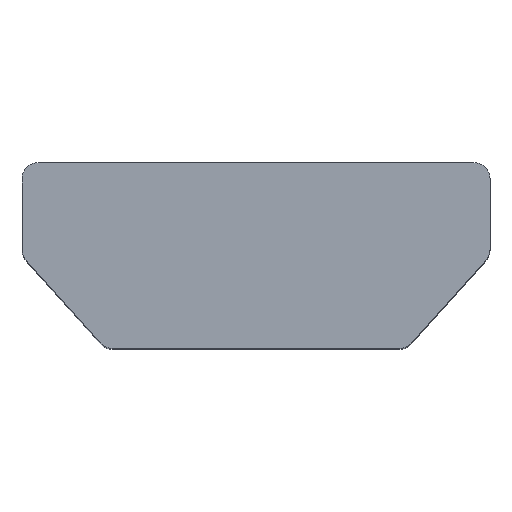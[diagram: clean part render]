
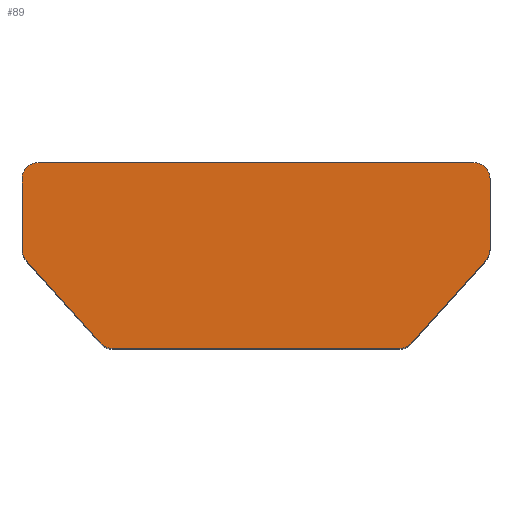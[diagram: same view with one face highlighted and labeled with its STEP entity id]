
A CAD part, top view. The second image highlights one B-rep face of the part: STEP entity #89.
In plain terms, the highlighted planar face has unit normal (0, 0, 1).
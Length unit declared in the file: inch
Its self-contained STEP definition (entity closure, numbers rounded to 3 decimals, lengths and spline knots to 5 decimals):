
#42 = VERTEX_POINT ( 'NONE', #210 ) ;
#44 = EDGE_CURVE ( 'NONE', #224, #42, #209, .T. ) ;
#49 = EDGE_CURVE ( 'NONE', #215, #139, #201, .T. ) ;
#58 = VERTEX_POINT ( 'NONE', #181 ) ;
#71 = VERTEX_POINT ( 'NONE', #385 ) ;
#77 = VERTEX_POINT ( 'NONE', #374 ) ;
#79 = EDGE_CURVE ( 'NONE', #110, #77, #372, .T. ) ;
#87 = EDGE_CURVE ( 'NONE', #77, #227, #295, .T. ) ;
#89 = ADVANCED_FACE ( 'NONE', ( #291 ), #289, .T. ) ;
#90 = EDGE_LOOP ( 'NONE', ( #91, #92, #93, #94, #95, #161, #162, #163, #164, #165, #166, #167 ) ) ;
#91 = ORIENTED_EDGE ( 'NONE', *, *, #226, .T. ) ;
#92 = ORIENTED_EDGE ( 'NONE', *, *, #44, .T. ) ;
#93 = ORIENTED_EDGE ( 'NONE', *, *, #244, .T. ) ;
#94 = ORIENTED_EDGE ( 'NONE', *, *, #49, .T. ) ;
#95 = ORIENTED_EDGE ( 'NONE', *, *, #232, .T. ) ;
#97 = EDGE_CURVE ( 'NONE', #176, #71, #284, .T. ) ;
#110 = VERTEX_POINT ( 'NONE', #412 ) ;
#112 = EDGE_CURVE ( 'NONE', #71, #110, #411, .T. ) ;
#128 = VERTEX_POINT ( 'NONE', #511 ) ;
#130 = EDGE_CURVE ( 'NONE', #241, #128, #510, .T. ) ;
#139 = VERTEX_POINT ( 'NONE', #497 ) ;
#161 = ORIENTED_EDGE ( 'NONE', *, *, #243, .T. ) ;
#162 = ORIENTED_EDGE ( 'NONE', *, *, #130, .T. ) ;
#163 = ORIENTED_EDGE ( 'NONE', *, *, #178, .T. ) ;
#164 = ORIENTED_EDGE ( 'NONE', *, *, #97, .T. ) ;
#165 = ORIENTED_EDGE ( 'NONE', *, *, #112, .T. ) ;
#166 = ORIENTED_EDGE ( 'NONE', *, *, #79, .T. ) ;
#167 = ORIENTED_EDGE ( 'NONE', *, *, #87, .T. ) ;
#176 = VERTEX_POINT ( 'NONE', #308 ) ;
#178 = EDGE_CURVE ( 'NONE', #128, #176, #458, .T. ) ;
#181 = CARTESIAN_POINT ( 'NONE',  ( -0.2155, -0.015, 0.49 ) ) ;
#198 = DIRECTION ( 'NONE',  ( -1., 0., 0. ) ) ;
#199 = VECTOR ( 'NONE', #198, 39.37008 ) ;
#200 = CARTESIAN_POINT ( 'NONE',  ( -0.2005, 0., 0.49 ) ) ;
#201 = LINE ( 'NONE', #200, #199 ) ;
#206 = DIRECTION ( 'NONE',  ( 0., 1., 0. ) ) ;
#207 = VECTOR ( 'NONE', #206, 39.37008 ) ;
#208 = CARTESIAN_POINT ( 'NONE',  ( 0.2155, -0.015, 0.49 ) ) ;
#209 = LINE ( 'NONE', #208, #207 ) ;
#210 = CARTESIAN_POINT ( 'NONE',  ( 0.2155, -0.015, 0.49 ) ) ;
#215 = VERTEX_POINT ( 'NONE', #450 ) ;
#224 = VERTEX_POINT ( 'NONE', #432 ) ;
#226 = EDGE_CURVE ( 'NONE', #227, #224, #431, .T. ) ;
#227 = VERTEX_POINT ( 'NONE', #489 ) ;
#232 = EDGE_CURVE ( 'NONE', #139, #58, #477, .T. ) ;
#241 = VERTEX_POINT ( 'NONE', #367 ) ;
#243 = EDGE_CURVE ( 'NONE', #58, #241, #366, .T. ) ;
#244 = EDGE_CURVE ( 'NONE', #42, #215, #362, .T. ) ;
#281 = DIRECTION ( 'NONE',  ( 1., 0., 0. ) ) ;
#282 = DIRECTION ( 'NONE',  ( 0., 0., 1. ) ) ;
#283 = AXIS2_PLACEMENT_3D ( 'NONE', #290, #282, #281 ) ;
#284 = CIRCLE ( 'NONE', #283, 0.015 ) ;
#285 = DIRECTION ( 'NONE',  ( 1., 0., 0. ) ) ;
#286 = DIRECTION ( 'NONE',  ( 0., 0., 1. ) ) ;
#287 = CARTESIAN_POINT ( 'NONE',  ( 0.2005, -0.07977, 0.49 ) ) ;
#288 = AXIS2_PLACEMENT_3D ( 'NONE', #287, #286, #285 ) ;
#289 = PLANE ( 'NONE',  #288 ) ;
#290 = CARTESIAN_POINT ( 'NONE',  ( -0.13229, -0.156, 0.49 ) ) ;
#291 = FACE_OUTER_BOUND ( 'NONE', #90, .T. ) ;
#292 = DIRECTION ( 'NONE',  ( 0.667, 0.745, 0. ) ) ;
#293 = VECTOR ( 'NONE', #292, 39.37008 ) ;
#294 = CARTESIAN_POINT ( 'NONE',  ( 0.14347, -0.166, 0.49 ) ) ;
#295 = LINE ( 'NONE', #294, #293 ) ;
#308 = CARTESIAN_POINT ( 'NONE',  ( -0.14347, -0.166, 0.49 ) ) ;
#358 = DIRECTION ( 'NONE',  ( 1., 0., 0. ) ) ;
#359 = DIRECTION ( 'NONE',  ( 0., 0., 1. ) ) ;
#360 = CARTESIAN_POINT ( 'NONE',  ( 0.2005, -0.015, 0.49 ) ) ;
#361 = AXIS2_PLACEMENT_3D ( 'NONE', #360, #359, #358 ) ;
#362 = CIRCLE ( 'NONE', #361, 0.015 ) ;
#363 = DIRECTION ( 'NONE',  ( 0., -1., 0. ) ) ;
#364 = VECTOR ( 'NONE', #363, 39.37008 ) ;
#365 = CARTESIAN_POINT ( 'NONE',  ( -0.2155, -0.015, 0.49 ) ) ;
#366 = LINE ( 'NONE', #365, #364 ) ;
#367 = CARTESIAN_POINT ( 'NONE',  ( -0.2155, -0.07977, 0.49 ) ) ;
#368 = DIRECTION ( 'NONE',  ( 1., 0., 0. ) ) ;
#369 = DIRECTION ( 'NONE',  ( 0., 0., 1. ) ) ;
#370 = CARTESIAN_POINT ( 'NONE',  ( 0.13229, -0.156, 0.49 ) ) ;
#371 = AXIS2_PLACEMENT_3D ( 'NONE', #370, #369, #368 ) ;
#372 = CIRCLE ( 'NONE', #371, 0.015 ) ;
#374 = CARTESIAN_POINT ( 'NONE',  ( 0.14347, -0.166, 0.49 ) ) ;
#385 = CARTESIAN_POINT ( 'NONE',  ( -0.13229, -0.171, 0.49 ) ) ;
#408 = DIRECTION ( 'NONE',  ( 1., 0., 0. ) ) ;
#409 = VECTOR ( 'NONE', #408, 39.37008 ) ;
#410 = CARTESIAN_POINT ( 'NONE',  ( -0.13229, -0.171, 0.49 ) ) ;
#411 = LINE ( 'NONE', #410, #409 ) ;
#412 = CARTESIAN_POINT ( 'NONE',  ( 0.13229, -0.171, 0.49 ) ) ;
#430 = CARTESIAN_POINT ( 'NONE',  ( 0.2005, -0.07977, 0.49 ) ) ;
#431 = CIRCLE ( 'NONE', #492, 0.015 ) ;
#432 = CARTESIAN_POINT ( 'NONE',  ( 0.2155, -0.07977, 0.49 ) ) ;
#450 = CARTESIAN_POINT ( 'NONE',  ( 0.2005, 0., 0.49 ) ) ;
#455 = DIRECTION ( 'NONE',  ( 0.667, -0.745, 0. ) ) ;
#456 = VECTOR ( 'NONE', #455, 39.37008 ) ;
#457 = CARTESIAN_POINT ( 'NONE',  ( -0.14347, -0.166, 0.49 ) ) ;
#458 = LINE ( 'NONE', #457, #456 ) ;
#474 = DIRECTION ( 'NONE',  ( 1., 0., 0. ) ) ;
#475 = DIRECTION ( 'NONE',  ( 0., 0., 1. ) ) ;
#476 = AXIS2_PLACEMENT_3D ( 'NONE', #483, #475, #474 ) ;
#477 = CIRCLE ( 'NONE', #476, 0.015 ) ;
#483 = CARTESIAN_POINT ( 'NONE',  ( -0.2005, -0.015, 0.49 ) ) ;
#489 = CARTESIAN_POINT ( 'NONE',  ( 0.21168, -0.08977, 0.49 ) ) ;
#490 = DIRECTION ( 'NONE',  ( 1., 0., 0. ) ) ;
#491 = DIRECTION ( 'NONE',  ( 0., 0., 1. ) ) ;
#492 = AXIS2_PLACEMENT_3D ( 'NONE', #430, #491, #490 ) ;
#497 = CARTESIAN_POINT ( 'NONE',  ( -0.2005, 0., 0.49 ) ) ;
#506 = DIRECTION ( 'NONE',  ( 1., 0., 0. ) ) ;
#507 = DIRECTION ( 'NONE',  ( 0., 0., 1. ) ) ;
#508 = CARTESIAN_POINT ( 'NONE',  ( -0.2005, -0.07977, 0.49 ) ) ;
#509 = AXIS2_PLACEMENT_3D ( 'NONE', #508, #507, #506 ) ;
#510 = CIRCLE ( 'NONE', #509, 0.015 ) ;
#511 = CARTESIAN_POINT ( 'NONE',  ( -0.21168, -0.08977, 0.49 ) ) ;
